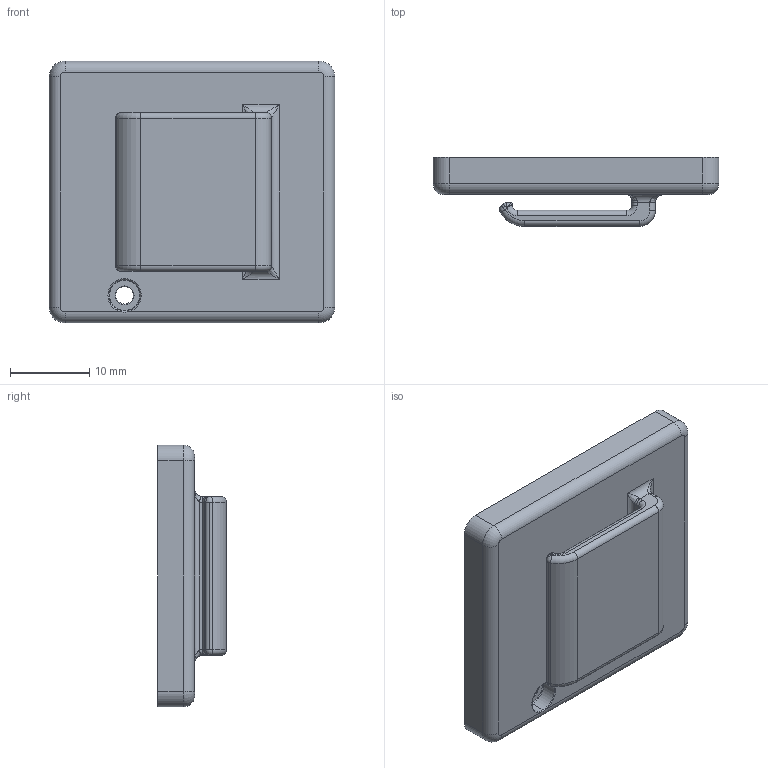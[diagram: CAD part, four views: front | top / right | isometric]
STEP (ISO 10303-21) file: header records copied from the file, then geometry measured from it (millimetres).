
FILE_DESCRIPTION (( 'STEP AP203' ), '1' );
FILE_NAME ('Housing_bottom.step', '2016-12-09T10:26:43', ( 'IT' ), ( '' ), 'SwSTEP 2.0', 'SolidWorks 2015', '' );
FILE_SCHEMA (( 'CONFIG_CONTROL_DESIGN' ));
Length unit declared in the file: millimetre
Products named in the file (1): Housing_bottom
Bounding box: 36 x 8.65 x 33 mm (x, y, z)
Volume: 3306 mm3; surface area: 4308.5 mm2
Topology: 1 solids, 1 shells, 189 faces, 452 edges, 259 vertices
Faces by surface type: cylinder 86, plane 44, torus 42, bspline 11, sphere 6
Entity records: 5756 total; most frequent: CARTESIAN_POINT 1351, DIRECTION 972, ORIENTED_EDGE 884, EDGE_CURVE 442, AXIS2_PLACEMENT_3D 388, VERTEX_POINT 259, CIRCLE 209, VECTOR 196
